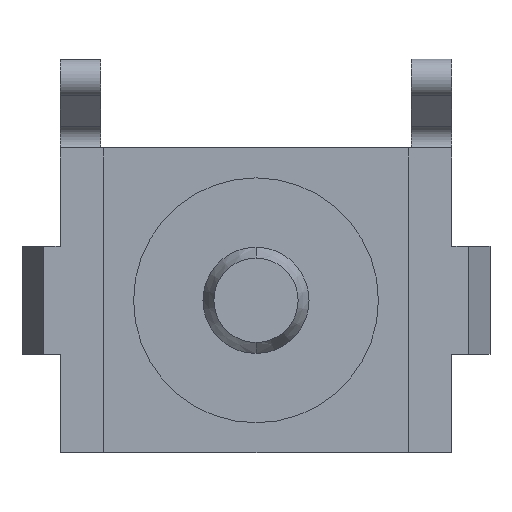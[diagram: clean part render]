
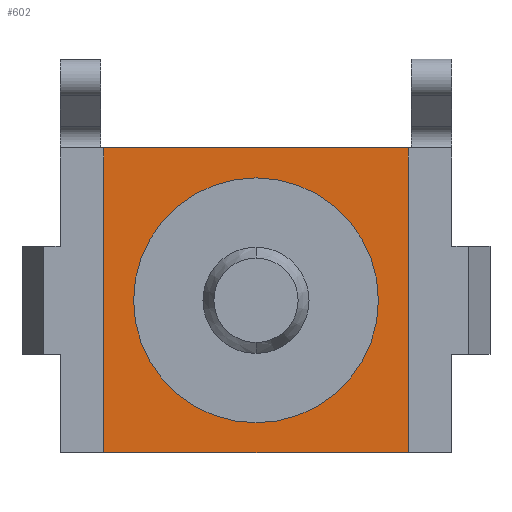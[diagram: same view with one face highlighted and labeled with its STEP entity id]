
A CAD part, front view. The second image highlights one B-rep face of the part: STEP entity #602.
In plain terms, the highlighted planar face has unit normal (0, -1, 0).
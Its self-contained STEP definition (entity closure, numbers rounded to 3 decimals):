
#9 = EDGE_CURVE ( 'NONE', #230, #1624, #905, .T. ) ;
#92 = CARTESIAN_POINT ( 'NONE',  ( 2.8, 2.5, -2.8 ) ) ;
#99 = LINE ( 'NONE', #92, #418 ) ;
#108 = CARTESIAN_POINT ( 'NONE',  ( 0., 2.5, 2.25 ) ) ;
#118 = EDGE_LOOP ( 'NONE', ( #564, #1071, #1597, #1405 ) ) ;
#141 = CARTESIAN_POINT ( 'NONE',  ( 2.8, 2.5, 2.8 ) ) ;
#153 = EDGE_CURVE ( 'NONE', #1624, #230, #1200, .T. ) ;
#160 = PLANE ( 'NONE',  #599 ) ;
#181 = DIRECTION ( 'NONE',  ( 0., 0., 1. ) ) ;
#230 = VERTEX_POINT ( 'NONE', #326 ) ;
#272 = CARTESIAN_POINT ( 'NONE',  ( -2.8, 2.5, -2.8 ) ) ;
#299 = DIRECTION ( 'NONE',  ( 0., -1., 0. ) ) ;
#318 = VECTOR ( 'NONE', #807, 1000. ) ;
#326 = CARTESIAN_POINT ( 'NONE',  ( 0., 2.5, -2.25 ) ) ;
#358 = DIRECTION ( 'NONE',  ( 0., 0., 1. ) ) ;
#392 = VERTEX_POINT ( 'NONE', #272 ) ;
#418 = VECTOR ( 'NONE', #663, 1000. ) ;
#429 = CARTESIAN_POINT ( 'NONE',  ( 0., 2.5, 0. ) ) ;
#454 = EDGE_CURVE ( 'NONE', #744, #392, #1465, .T. ) ;
#532 = VECTOR ( 'NONE', #1607, 1000. ) ;
#551 = LINE ( 'NONE', #787, #532 ) ;
#564 = ORIENTED_EDGE ( 'NONE', *, *, #1498, .T. ) ;
#599 = AXIS2_PLACEMENT_3D ( 'NONE', #727, #994, #181 ) ;
#602 = ADVANCED_FACE ( 'NONE', ( #1391, #1402 ), #160, .F. ) ;
#656 = EDGE_CURVE ( 'NONE', #392, #1276, #1702, .T. ) ;
#663 = DIRECTION ( 'NONE',  ( 0., 0., 1. ) ) ;
#707 = AXIS2_PLACEMENT_3D ( 'NONE', #1008, #299, #834 ) ;
#727 = CARTESIAN_POINT ( 'NONE',  ( 0., 2.5, 0. ) ) ;
#744 = VERTEX_POINT ( 'NONE', #1572 ) ;
#749 = CARTESIAN_POINT ( 'NONE',  ( -2.8, 2.5, -2.8 ) ) ;
#787 = CARTESIAN_POINT ( 'NONE',  ( -2.8, 2.5, 2.8 ) ) ;
#801 = EDGE_LOOP ( 'NONE', ( #933, #1283 ) ) ;
#807 = DIRECTION ( 'NONE',  ( 0., 0., -1. ) ) ;
#834 = DIRECTION ( 'NONE',  ( 0., 0., 1. ) ) ;
#870 = DIRECTION ( 'NONE',  ( 1., 0., 0. ) ) ;
#905 = CIRCLE ( 'NONE', #1486, 2.25 ) ;
#933 = ORIENTED_EDGE ( 'NONE', *, *, #9, .F. ) ;
#994 = DIRECTION ( 'NONE',  ( 0., 1., 0. ) ) ;
#1008 = CARTESIAN_POINT ( 'NONE',  ( 0., 2.5, 0. ) ) ;
#1025 = VERTEX_POINT ( 'NONE', #141 ) ;
#1071 = ORIENTED_EDGE ( 'NONE', *, *, #1552, .T. ) ;
#1153 = DIRECTION ( 'NONE',  ( 0., -1., 0. ) ) ;
#1200 = CIRCLE ( 'NONE', #707, 2.25 ) ;
#1276 = VERTEX_POINT ( 'NONE', #1609 ) ;
#1278 = VECTOR ( 'NONE', #870, 1000. ) ;
#1283 = ORIENTED_EDGE ( 'NONE', *, *, #153, .F. ) ;
#1391 = FACE_OUTER_BOUND ( 'NONE', #118, .T. ) ;
#1402 = FACE_BOUND ( 'NONE', #801, .T. ) ;
#1405 = ORIENTED_EDGE ( 'NONE', *, *, #656, .T. ) ;
#1465 = LINE ( 'NONE', #1491, #318 ) ;
#1486 = AXIS2_PLACEMENT_3D ( 'NONE', #429, #1153, #358 ) ;
#1491 = CARTESIAN_POINT ( 'NONE',  ( -2.8, 2.5, -2.8 ) ) ;
#1498 = EDGE_CURVE ( 'NONE', #1276, #1025, #99, .T. ) ;
#1552 = EDGE_CURVE ( 'NONE', #1025, #744, #551, .T. ) ;
#1572 = CARTESIAN_POINT ( 'NONE',  ( -2.8, 2.5, 2.8 ) ) ;
#1597 = ORIENTED_EDGE ( 'NONE', *, *, #454, .T. ) ;
#1607 = DIRECTION ( 'NONE',  ( -1., 0., 0. ) ) ;
#1609 = CARTESIAN_POINT ( 'NONE',  ( 2.8, 2.5, -2.8 ) ) ;
#1624 = VERTEX_POINT ( 'NONE', #108 ) ;
#1702 = LINE ( 'NONE', #749, #1278 ) ;
